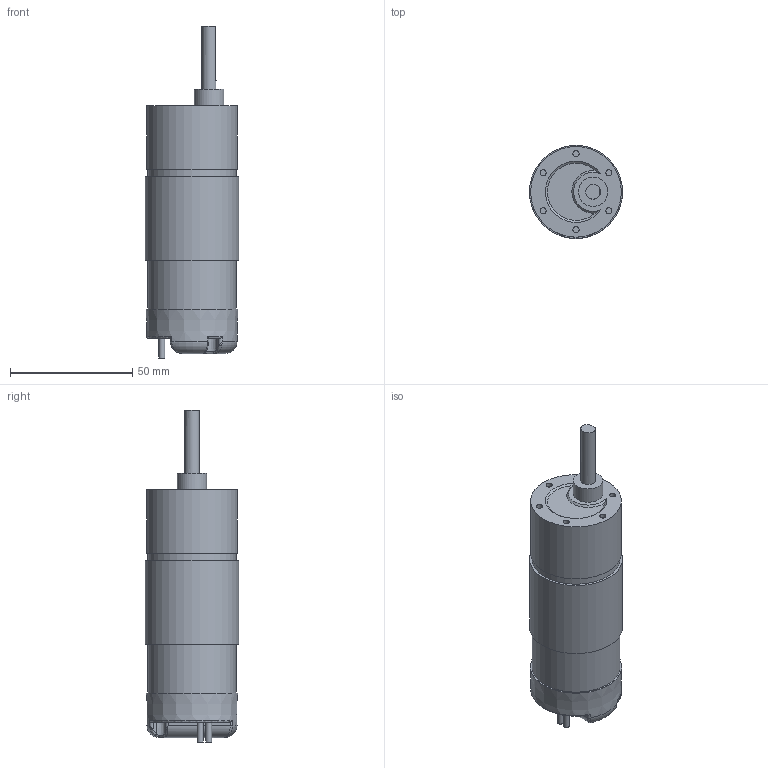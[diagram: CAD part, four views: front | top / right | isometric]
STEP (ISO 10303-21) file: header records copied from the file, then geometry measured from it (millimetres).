
FILE_DESCRIPTION(/* description */ (''),/* implementation_level */ '2;1');
FILE_NAME(/* name */ '44260_TXM TorqueNADO DC Motor v1.step',/* time_stamp */ '2020-10-25T13:57:16-04:00',/* author */ (''),/* organization */ (''),/* preprocessor_version */ 'ST-DEVELOPER v18.1',/* originating_system */ 'Autodesk Translation Framework v9.3.0.1241',/* authorisation */ '');
FILE_SCHEMA (('AUTOMOTIVE_DESIGN { 1 0 10303 214 3 1 1 }'));
Length unit declared in the file: millimetre
Products named in the file (1): 44260_TXM TorqueNADO DC Motor
Bounding box: 38 x 38 x 135.53 mm (x, y, z)
Volume: 94447.1 mm3; surface area: 19224 mm2
Topology: 2 solids, 2 shells, 200 faces, 508 edges, 333 vertices
Faces by surface type: plane 148, cylinder 22, bspline 14, cone 10, torus 6
Full cylindrical faces by diameter (mm): 2.38 x2, 2.5 x6, 6 x1, 12 x1, 36 x2, 37 x1, 38 x1
Entity records: 8157 total; most frequent: CARTESIAN_POINT 3157, ORIENTED_EDGE 1016, DIRECTION 902, EDGE_CURVE 508, VERTEX_POINT 333, LINE 326, VECTOR 326, AXIS2_PLACEMENT_3D 288
